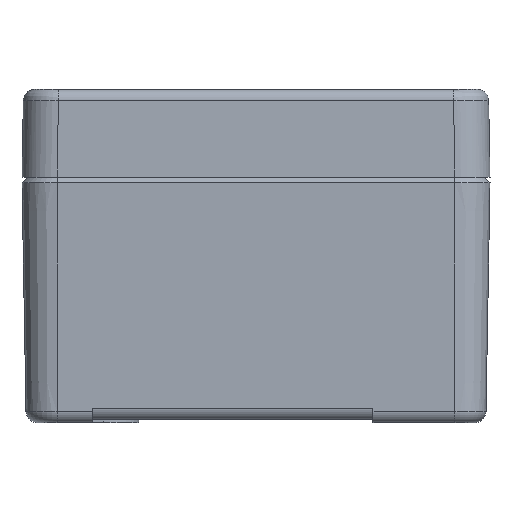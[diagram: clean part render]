
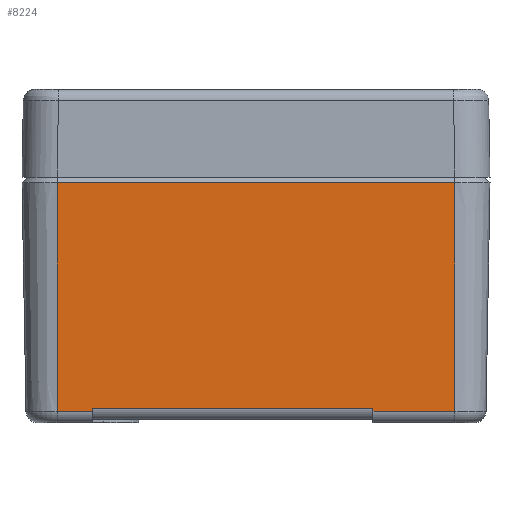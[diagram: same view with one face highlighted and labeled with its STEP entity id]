
A CAD part, left-side view. The second image highlights one B-rep face of the part: STEP entity #8224.
In plain terms, the highlighted planar face has unit normal (-1, 0, -0.018).
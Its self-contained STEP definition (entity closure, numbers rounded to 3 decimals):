
#8172=AXIS2_PLACEMENT_3D('Plane Axis2P3D',#8169,#8170,#8171) ;
#7670=CARTESIAN_POINT('Line Origine',(0.677,20.,2.215)) ;
#7674=CARTESIAN_POINT('Vertex',(0.681,20.,1.965)) ;
#7676=CARTESIAN_POINT('Vertex',(0.673,20.,2.465)) ;
#7714=CARTESIAN_POINT('Vertex',(0.681,6.,1.965)) ;
#7717=CARTESIAN_POINT('Line Origine',(0.681,40.,1.965)) ;
#8169=CARTESIAN_POINT('Axis2P3D Location',(0.,40.,41.)) ;
#8174=CARTESIAN_POINT('Line Origine',(0.681,40.,1.965)) ;
#8178=CARTESIAN_POINT('Vertex',(0.681,68.,1.965)) ;
#8180=CARTESIAN_POINT('Vertex',(0.681,74.,1.965)) ;
#8183=CARTESIAN_POINT('Line Origine',(0.358,68.,20.5)) ;
#8187=CARTESIAN_POINT('Vertex',(0.673,68.,2.465)) ;
#8190=CARTESIAN_POINT('Line Origine',(0.673,40.,2.465)) ;
#8195=CARTESIAN_POINT('Line Origine',(0.358,6.,20.5)) ;
#8199=CARTESIAN_POINT('Vertex',(0.,6.,41.)) ;
#8202=CARTESIAN_POINT('Line Origine',(0.,40.,41.)) ;
#8206=CARTESIAN_POINT('Vertex',(0.,74.,41.)) ;
#8209=CARTESIAN_POINT('Line Origine',(0.358,74.,20.5)) ;
#7671=DIRECTION('Vector Direction',(0.017,0.,-1.)) ;
#7718=DIRECTION('Vector Direction',(0.,-1.,0.)) ;
#8170=DIRECTION('Axis2P3D Direction',(1.,-0.,0.017)) ;
#8171=DIRECTION('Axis2P3D XDirection',(0.,1.,0.)) ;
#8175=DIRECTION('Vector Direction',(0.,1.,0.)) ;
#8184=DIRECTION('Vector Direction',(-0.017,0.,1.)) ;
#8191=DIRECTION('Vector Direction',(0.,1.,0.)) ;
#8196=DIRECTION('Vector Direction',(-0.017,0.,1.)) ;
#8203=DIRECTION('Vector Direction',(0.,1.,0.)) ;
#8210=DIRECTION('Vector Direction',(-0.017,0.,1.)) ;
#7672=VECTOR('Line Direction',#7671,1.) ;
#7719=VECTOR('Line Direction',#7718,1.) ;
#8176=VECTOR('Line Direction',#8175,1.) ;
#8185=VECTOR('Line Direction',#8184,1.) ;
#8192=VECTOR('Line Direction',#8191,1.) ;
#8197=VECTOR('Line Direction',#8196,1.) ;
#8204=VECTOR('Line Direction',#8203,1.) ;
#8211=VECTOR('Line Direction',#8210,1.) ;
#8215=ORIENTED_EDGE('',*,*,#8182,.F.) ;
#8216=ORIENTED_EDGE('',*,*,#8189,.F.) ;
#8217=ORIENTED_EDGE('',*,*,#8194,.F.) ;
#8218=ORIENTED_EDGE('',*,*,#7678,.F.) ;
#8219=ORIENTED_EDGE('',*,*,#7721,.F.) ;
#8220=ORIENTED_EDGE('',*,*,#8201,.F.) ;
#8221=ORIENTED_EDGE('',*,*,#8208,.F.) ;
#8222=ORIENTED_EDGE('',*,*,#8213,.T.) ;
#8224=ADVANCED_FACE('Body',(#8223),#8173,.F.) ;
#7678=EDGE_CURVE('',#7675,#7677,#7673,.F.) ;
#7721=EDGE_CURVE('',#7715,#7675,#7720,.F.) ;
#8182=EDGE_CURVE('',#8179,#8181,#8177,.T.) ;
#8189=EDGE_CURVE('',#8188,#8179,#8186,.F.) ;
#8194=EDGE_CURVE('',#7677,#8188,#8193,.T.) ;
#8201=EDGE_CURVE('',#8200,#7715,#8198,.F.) ;
#8208=EDGE_CURVE('',#8207,#8200,#8205,.F.) ;
#8213=EDGE_CURVE('',#8207,#8181,#8212,.F.) ;
#8214=EDGE_LOOP('',(#8215,#8216,#8217,#8218,#8219,#8220,#8221,#8222)) ;
#8223=FACE_OUTER_BOUND('',#8214,.T.) ;
#7673=LINE('Line',#7670,#7672) ;
#7720=LINE('Line',#7717,#7719) ;
#8177=LINE('Line',#8174,#8176) ;
#8186=LINE('Line',#8183,#8185) ;
#8193=LINE('Line',#8190,#8192) ;
#8198=LINE('Line',#8195,#8197) ;
#8205=LINE('Line',#8202,#8204) ;
#8212=LINE('Line',#8209,#8211) ;
#8173=PLANE('',#8172) ;
#7675=VERTEX_POINT('',#7674) ;
#7677=VERTEX_POINT('',#7676) ;
#7715=VERTEX_POINT('',#7714) ;
#8179=VERTEX_POINT('',#8178) ;
#8181=VERTEX_POINT('',#8180) ;
#8188=VERTEX_POINT('',#8187) ;
#8200=VERTEX_POINT('',#8199) ;
#8207=VERTEX_POINT('',#8206) ;
